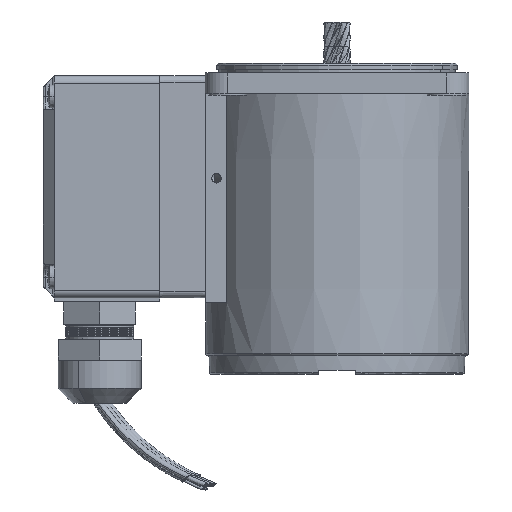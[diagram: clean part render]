
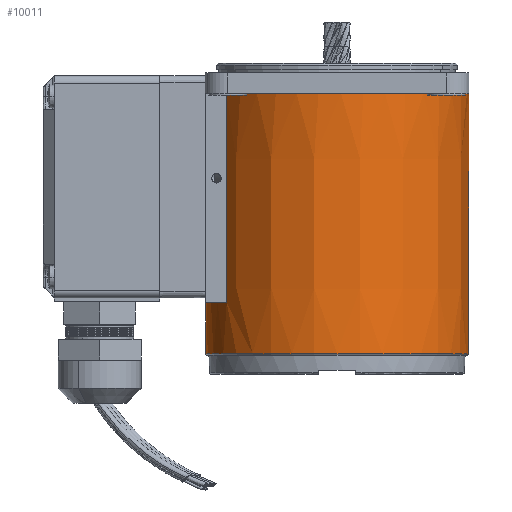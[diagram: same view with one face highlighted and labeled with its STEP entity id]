
A CAD part, left-side view. The second image highlights one B-rep face of the part: STEP entity #10011.
In plain terms, the highlighted conical face has half-angle 0.1 degrees and reference radius 34.869 mm.
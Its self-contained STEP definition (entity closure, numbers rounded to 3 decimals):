
#9905 = VERTEX_POINT ( 'NONE', #25077 ) ;
#9932 = EDGE_CURVE ( 'NONE', #9905, #9955, #25100, .T. ) ;
#9933 = ORIENTED_EDGE ( 'NONE', *, *, #9941, .T. ) ;
#9934 = ORIENTED_EDGE ( 'NONE', *, *, #9935, .T. ) ;
#9935 = EDGE_CURVE ( 'NONE', #9965, #10013, #25154, .T. ) ;
#9936 = VERTEX_POINT ( 'NONE', #25156 ) ;
#9937 = EDGE_CURVE ( 'NONE', #10013, #9936, #25144, .T. ) ;
#9939 = ORIENTED_EDGE ( 'NONE', *, *, #9998, .F. ) ;
#9940 = ORIENTED_EDGE ( 'NONE', *, *, #9937, .T. ) ;
#9941 = EDGE_CURVE ( 'NONE', #9936, #9943, #25131, .T. ) ;
#9943 = VERTEX_POINT ( 'NONE', #25145 ) ;
#9952 = ORIENTED_EDGE ( 'NONE', *, *, #10015, .T. ) ;
#9955 = VERTEX_POINT ( 'NONE', #25175 ) ;
#9965 = VERTEX_POINT ( 'NONE', #25219 ) ;
#9998 = EDGE_CURVE ( 'NONE', #9905, #9943, #25270, .T. ) ;
#10011 = ADVANCED_FACE ( 'NONE', ( #25310 ), #25306, .T. ) ;
#10012 = EDGE_LOOP ( 'NONE', ( #10014, #9952, #9934, #9940, #9933, #9939 ) ) ;
#10013 = VERTEX_POINT ( 'NONE', #25305 ) ;
#10014 = ORIENTED_EDGE ( 'NONE', *, *, #9932, .T. ) ;
#10015 = EDGE_CURVE ( 'NONE', #9955, #9965, #25304, .T. ) ;
#25077 = CARTESIAN_POINT ( 'NONE',  ( 34.869, 0., -75.001 ) ) ;
#25100 = CIRCLE ( 'NONE', #25160, 34.869 ) ;
#25131 = CIRCLE ( 'NONE', #25146, 34.893 ) ;
#25133 = CARTESIAN_POINT ( 'NONE',  ( 29.266, 19., -61.5 ) ) ;
#25134 = CARTESIAN_POINT ( 'NONE',  ( 29.271, 19., -59.186 ) ) ;
#25135 = CARTESIAN_POINT ( 'NONE',  ( 29.276, 19., -56.871 ) ) ;
#25136 = CARTESIAN_POINT ( 'NONE',  ( 29.28, 19., -54.557 ) ) ;
#25137 = CARTESIAN_POINT ( 'NONE',  ( 29.314, 19., -38.371 ) ) ;
#25138 = CARTESIAN_POINT ( 'NONE',  ( 29.348, 19., -22.186 ) ) ;
#25139 = CARTESIAN_POINT ( 'NONE',  ( 29.381, 19., -6. ) ) ;
#25141 = DIRECTION ( 'NONE',  ( -1., 0., 0. ) ) ;
#25142 = DIRECTION ( 'NONE',  ( 0., 0., -1. ) ) ;
#25143 = CARTESIAN_POINT ( 'NONE',  ( 0., 0., -61.5 ) ) ;
#25144 = B_SPLINE_CURVE_WITH_KNOTS ( 'NONE', 3,
 ( #25139, #25138, #25137, #25136, #25135, #25134, #25133 ),
 .UNSPECIFIED., .F., .F.,
 ( 4, 3, 4 ),
 ( 0.123, 0.171, 0.178 ),
 .UNSPECIFIED. ) ;
#25145 = CARTESIAN_POINT ( 'NONE',  ( 34.893, 0., -61.5 ) ) ;
#25146 = AXIS2_PLACEMENT_3D ( 'NONE', #25143, #25142, #25141 ) ;
#25150 = DIRECTION ( 'NONE',  ( -1., 0., 0. ) ) ;
#25151 = DIRECTION ( 'NONE',  ( 0., 0., -1. ) ) ;
#25152 = CARTESIAN_POINT ( 'NONE',  ( 0., 0., -6. ) ) ;
#25153 = AXIS2_PLACEMENT_3D ( 'NONE', #25152, #25151, #25150 ) ;
#25154 = CIRCLE ( 'NONE', #25153, 34.99 ) ;
#25156 = CARTESIAN_POINT ( 'NONE',  ( 29.266, 19., -61.5 ) ) ;
#25157 = DIRECTION ( 'NONE',  ( 1., 0., 0. ) ) ;
#25158 = DIRECTION ( 'NONE',  ( 0., 0., 1. ) ) ;
#25159 = CARTESIAN_POINT ( 'NONE',  ( 0., 0., -75.001 ) ) ;
#25160 = AXIS2_PLACEMENT_3D ( 'NONE', #25159, #25158, #25157 ) ;
#25175 = CARTESIAN_POINT ( 'NONE',  ( -34.869, 0., -75.001 ) ) ;
#25219 = CARTESIAN_POINT ( 'NONE',  ( -34.99, 0., -6. ) ) ;
#25267 = DIRECTION ( 'NONE',  ( 0.002, 0., 1. ) ) ;
#25268 = VECTOR ( 'NONE', #25267, 1000. ) ;
#25269 = CARTESIAN_POINT ( 'NONE',  ( 34.869, 0., -75.001 ) ) ;
#25270 = LINE ( 'NONE', #25269, #25268 ) ;
#25296 = VECTOR ( 'NONE', #25302, 1000. ) ;
#25300 = DIRECTION ( 'NONE',  ( 1., 0., 0. ) ) ;
#25302 = DIRECTION ( 'NONE',  ( -0.002, 0., 1. ) ) ;
#25303 = CARTESIAN_POINT ( 'NONE',  ( -34.869, 0., -75.001 ) ) ;
#25304 = LINE ( 'NONE', #25303, #25296 ) ;
#25305 = CARTESIAN_POINT ( 'NONE',  ( 29.381, 19., -6. ) ) ;
#25306 = CONICAL_SURFACE ( 'NONE', #25316, 34.869, 0.002 ) ;
#25310 = FACE_OUTER_BOUND ( 'NONE', #10012, .T. ) ;
#25312 = CARTESIAN_POINT ( 'NONE',  ( 0., 0., -75.001 ) ) ;
#25315 = DIRECTION ( 'NONE',  ( 0., 0., 1. ) ) ;
#25316 = AXIS2_PLACEMENT_3D ( 'NONE', #25312, #25315, #25300 ) ;
